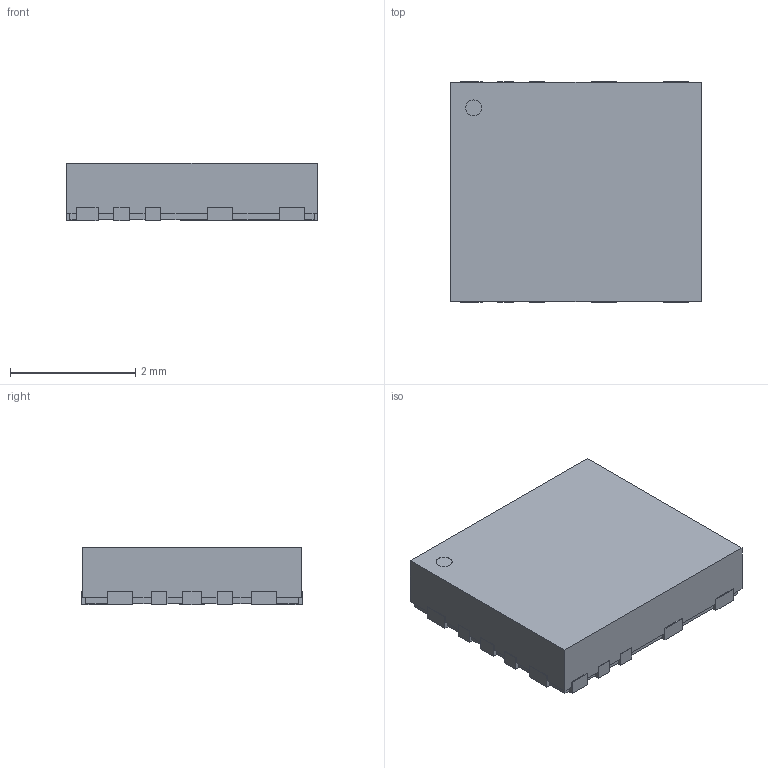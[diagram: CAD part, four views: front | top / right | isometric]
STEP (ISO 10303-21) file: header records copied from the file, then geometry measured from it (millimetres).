
FILE_DESCRIPTION (( 'STEP AP214' ), '1' );
FILE_NAME ('VQFN-14-HR_L4.0-W3.5-TL_LM61460AASQRJRRQ1.STEP', '2022-02-20T07:05:05', ( '' ), ( '' ), 'SwSTEP 2.0', 'SolidWorks 2020', '' );
FILE_SCHEMA (( 'AUTOMOTIVE_DESIGN' ));
Length unit declared in the file: millimetre
Products named in the file (1): VQFN-14-HR_L4.0-W3.5-TL_LM61460AASQRJRRQ1
Bounding box: 4.02 x 3.52 x 0.92 mm (x, y, z)
Volume: 12.6 mm3; surface area: 42.5 mm2
Topology: 1 solids, 1 shells, 209 faces, 597 edges, 398 vertices
Faces by surface type: plane 193, bspline 14, cylinder 2
Entity records: 9708 total; most frequent: CARTESIAN_POINT 2003, ORIENTED_EDGE 1194, DIRECTION 965, EDGE_CURVE 597, LINE 565, VECTOR 565, VERTEX_POINT 398, EDGE_LOOP 217
